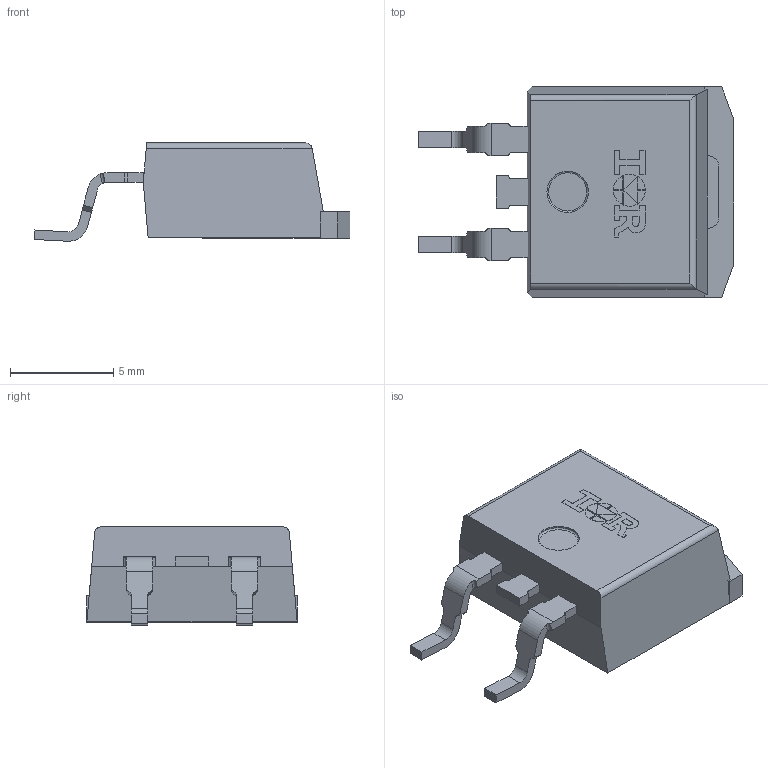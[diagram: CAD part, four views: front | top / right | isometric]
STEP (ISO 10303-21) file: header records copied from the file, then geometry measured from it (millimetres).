
FILE_DESCRIPTION(/* description */ (''),/* implementation_level */ '2;1');
FILE_NAME(/* name */ 'PG-TO263-3-7_Z8B00210485_V01_3D.stp',/* time_stamp */ '2025-04-02T17:00:04+05:30',/* author */ ('sivamani'),/* organization */ (''),/* preprocessor_version */ 'ST-DEVELOPER v19.2',/* originating_system */ 'AutoCAD Mechanical',/* authorisation */ '');
FILE_SCHEMA (('AUTOMOTIVE_DESIGN { 1 0 10303 214 3 1 1 }'));
Length unit declared in the file: millimetre
Products named in the file (1): Product
Bounding box: 15.25 x 10.16 x 4.76 mm (x, y, z)
Volume: 398.5 mm3; surface area: 583.6 mm2
Topology: 11 solids, 11 shells, 176 faces, 454 edges, 301 vertices
Faces by surface type: plane 131, cylinder 44, torus 1
Full cylindrical faces by diameter (mm): 2 x1
Entity records: 5422 total; most frequent: CARTESIAN_POINT 1004, ORIENTED_EDGE 908, DIRECTION 890, EDGE_CURVE 454, LINE 356, VECTOR 356, VERTEX_POINT 301, AXIS2_PLACEMENT_3D 267
